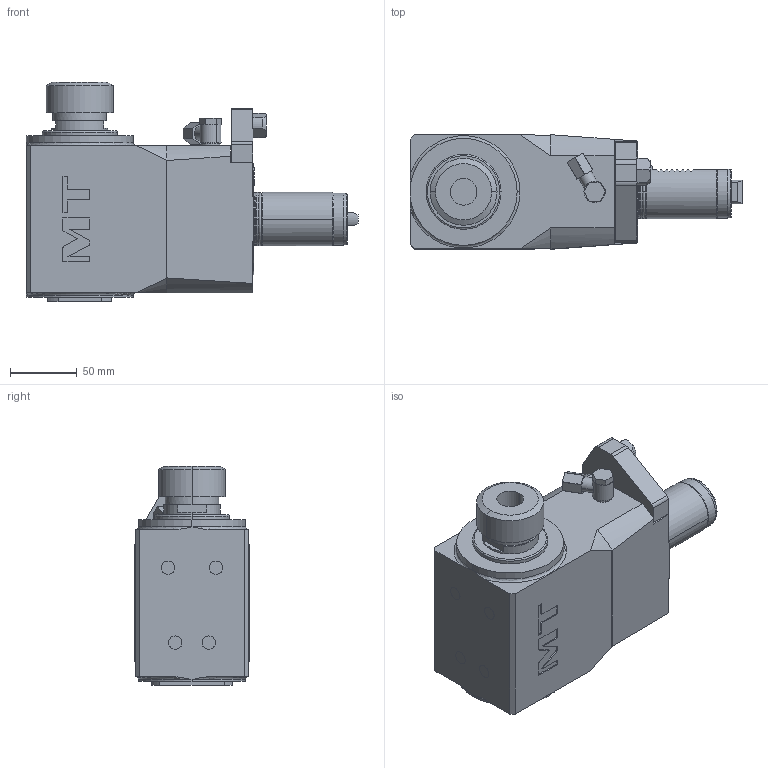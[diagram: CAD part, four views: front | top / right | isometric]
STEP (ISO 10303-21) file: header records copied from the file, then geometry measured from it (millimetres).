
FILE_DESCRIPTION((''),'2;1');
FILE_NAME('MZK0480132_CONF','2025-01-08T10:59:37',('fpalella'),('M.T. srl'),'CREO PARAMETRIC BY PTC INC, 2023352','CREO PARAMETRIC BY PTC INC, 2023352','');
FILE_SCHEMA(('CONFIG_CONTROL_DESIGN'));
Length unit declared in the file: millimetre
Products named in the file (1): MZK0480132_CONF
Bounding box: 248.05 x 85.5 x 163.71 mm (x, y, z)
Volume: 1774718.2 mm3; surface area: 114215.3 mm2
Topology: 1 solids, 1 shells, 301 faces, 755 edges, 488 vertices
Faces by surface type: plane 170, cylinder 92, cone 20, torus 15, extrusion 4
Entity records: 9542 total; most frequent: CARTESIAN_POINT 2265, ORIENTED_EDGE 1510, DIRECTION 1493, EDGE_CURVE 755, AXIS2_PLACEMENT_3D 535, VERTEX_POINT 488, VECTOR 423, LINE 419
